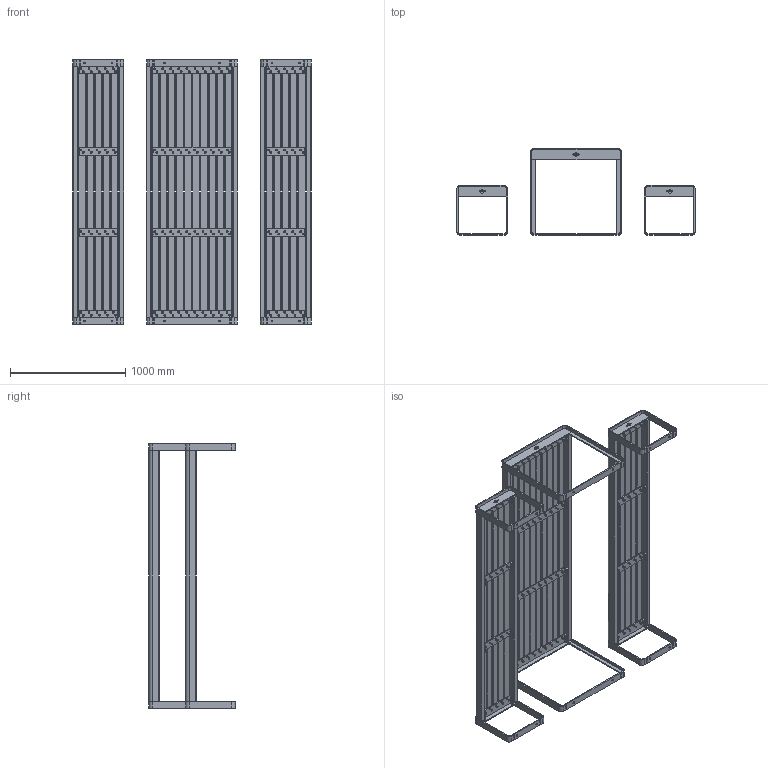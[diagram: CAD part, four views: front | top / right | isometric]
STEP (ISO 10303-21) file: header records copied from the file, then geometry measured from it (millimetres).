
FILE_DESCRIPTION (( 'STEP AP203' ), '1' );
FILE_NAME ('STPN.2300.STEP', '2021-03-04T11:53:14', ( '' ), ( '' ), 'SwSTEP 2.0', 'SolidWorks 2020', '' );
FILE_SCHEMA (( 'CONFIG_CONTROL_DESIGN' ));
Length unit declared in the file: millimetre
Products named in the file (37): STBE_P_Reinf wood 3; STBE_P_Leg Side Top; STBE.2300_Wood corner; STTA_A_Table_Leg; STTA_P_Table_Leg side Middlestrip 1; STBE_A_Leg; STTA.2300_Wood; STBE.2300; STBE_A_Reinf Wood 30; FURNS Brandtag sticker; STBE_P_Reinf wood 4; STTA_A_Table_Reinf Wood 30; STTA_P_Table_Reinf wood 4; STBE_P_Reinf wood 2A; STTA.2300_Wood corner; STBE_P_Reinf wood 1; STTA_P_Table_Leg side Bottom; STBE.2300_Wood; STTA_P_Table_Leg side plate; STPN.2300; STTA_P_Table_Leg side Middlestrip 2; STTA.2300; STTA_P_Table_Reinf wood 3; STTA_P_Table_Leg Side Top; STTA_P_Table_Reinf wood 1; STBE_P_Leg side Bottom; STBE_P_Reinf wood 2B; STBE_P_Leg side plate
Assembly tree (102 placements, depth 4):
  STPN.2300
    STTA.2300
      STTA_A_Table_Leg
        STTA_P_Table_Leg Side Top
        STTA_P_Table_Leg side plate
        STTA_P_Table_Reinf wood 1
        STBE_P_Reinf wood 2A
        STBE_P_Reinf wood 2B
        STTA_P_Table_Leg side Bottom
        STTA_P_Table_Leg side Middlestrip 1
        STTA_P_Table_Leg side Middlestrip 2
      STTA.2300_Wood  x10
      STTA.2300_Wood corner  x2
      STTA_A_Table_Reinf Wood 30
        STTA_P_Table_Reinf wood 3
        STTA_P_Table_Reinf wood 4  x2
      STTA_A_Table_Leg
        STTA_P_Table_Leg Side Top
        STTA_P_Table_Leg side plate
        STTA_P_Table_Reinf wood 1
        STBE_P_Reinf wood 2A
        STBE_P_Reinf wood 2B
        STTA_P_Table_Leg side Bottom
        STTA_P_Table_Leg side Middlestrip 1
        STTA_P_Table_Leg side Middlestrip 2
      STTA_A_Table_Reinf Wood 30
        STTA_P_Table_Reinf wood 3
        STTA_P_Table_Reinf wood 4  x2
      FURNS Brandtag sticker
    STBE.2300
      STBE_A_Leg
        STBE_P_Leg Side Top
        STBE_P_Leg side plate
        STBE_P_Reinf wood 1
        STBE_P_Reinf wood 2A
        STBE_P_Reinf wood 2B
        STBE_P_Leg side Bottom
      STBE_A_Reinf Wood 30
        STBE_P_Reinf wood 3
        STBE_P_Reinf wood 4  x2
      STBE_A_Reinf Wood 30
        STBE_P_Reinf wood 3
        STBE_P_Reinf wood 4  x2
      STBE.2300_Wood  x5
      STBE.2300_Wood corner  x2
      STBE_A_Leg
        STBE_P_Leg Side Top
        STBE_P_Leg side plate
        STBE_P_Reinf wood 1
        STBE_P_Reinf wood 2A
        STBE_P_Reinf wood 2B
        STBE_P_Leg side Bottom
      FURNS Brandtag sticker
    STBE.2300
      STBE_A_Leg
        STBE_P_Leg Side Top
        STBE_P_Leg side plate
        STBE_P_Reinf wood 1
        STBE_P_Reinf wood 2A
        STBE_P_Reinf wood 2B
Bounding box: 2070 x 750 x 2300 mm (x, y, z)
Volume: 164394416.5 mm3; surface area: 15595012.9 mm2
Topology: 87 solids, 87 shells, 2927 faces, 7471 edges, 4778 vertices
Faces by surface type: plane 1606, cylinder 623, cone 440, bspline 258
Entity records: 33744 total; most frequent: CARTESIAN_POINT 5978, ORIENTED_EDGE 4562, DIRECTION 4481, EDGE_CURVE 2281, LINE 1583, VECTOR 1583, VERTEX_POINT 1454, AXIS2_PLACEMENT_3D 1449
